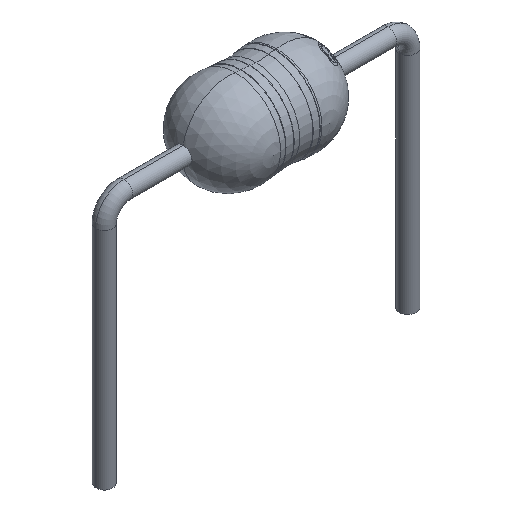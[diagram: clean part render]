
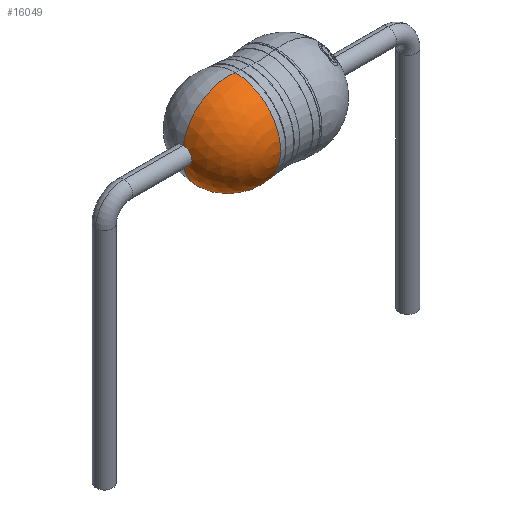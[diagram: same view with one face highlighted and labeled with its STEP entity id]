
A CAD part, isometric view. The second image highlights one B-rep face of the part: STEP entity #16049.
In plain terms, the highlighted spherical face has radius 1.15 mm.
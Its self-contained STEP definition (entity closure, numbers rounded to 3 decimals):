
#521 = EDGE_CURVE ( 'NONE', #5430, #1396, #4585, .T. ) ;
#643 = VERTEX_POINT ( 'NONE', #3077 ) ;
#810 = DIRECTION ( 'NONE',  ( -1., 0., 0. ) ) ;
#1231 = DIRECTION ( 'NONE',  ( 0., -1., 0. ) ) ;
#1396 = VERTEX_POINT ( 'NONE', #3155 ) ;
#1803 = CIRCLE ( 'NONE', #9252, 0.215 ) ;
#1825 = DIRECTION ( 'NONE',  ( 0., 0., 1. ) ) ;
#1844 = VERTEX_POINT ( 'NONE', #6225 ) ;
#3077 = CARTESIAN_POINT ( 'NONE',  ( -0.518, 0., -1.136 ) ) ;
#3155 = CARTESIAN_POINT ( 'NONE',  ( -1.83, 0., 0.215 ) ) ;
#3249 = CARTESIAN_POINT ( 'NONE',  ( -0.518, 0., 1.136 ) ) ;
#3574 = CARTESIAN_POINT ( 'NONE',  ( -1.83, 0., 0. ) ) ;
#3728 = DIRECTION ( 'NONE',  ( 0., 0., 1. ) ) ;
#3805 = ORIENTED_EDGE ( 'NONE', *, *, #521, .T. ) ;
#4149 = EDGE_CURVE ( 'NONE', #643, #5430, #8202, .T. ) ;
#4499 = ORIENTED_EDGE ( 'NONE', *, *, #9349, .F. ) ;
#4585 = CIRCLE ( 'NONE', #9172, 1.15 ) ;
#4965 = DIRECTION ( 'NONE',  ( 0., 0., 1. ) ) ;
#5430 = VERTEX_POINT ( 'NONE', #3249 ) ;
#6225 = CARTESIAN_POINT ( 'NONE',  ( -1.83, 0., -0.215 ) ) ;
#6251 = CARTESIAN_POINT ( 'NONE',  ( -0.518, 0., 0. ) ) ;
#6452 = AXIS2_PLACEMENT_3D ( 'NONE', #12586, #9992, #1825 ) ;
#7715 = ORIENTED_EDGE ( 'NONE', *, *, #4149, .T. ) ;
#7987 = DIRECTION ( 'NONE',  ( 0., 0., -1. ) ) ;
#8202 = CIRCLE ( 'NONE', #16231, 1.136 ) ;
#9038 = AXIS2_PLACEMENT_3D ( 'NONE', #13389, #1231, #7987 ) ;
#9172 = AXIS2_PLACEMENT_3D ( 'NONE', #14757, #13069, #9280 ) ;
#9252 = AXIS2_PLACEMENT_3D ( 'NONE', #3574, #16046, #3728 ) ;
#9280 = DIRECTION ( 'NONE',  ( 0., 0., -1. ) ) ;
#9349 = EDGE_CURVE ( 'NONE', #1844, #1396, #1803, .T. ) ;
#9992 = DIRECTION ( 'NONE',  ( 0., 1., 0. ) ) ;
#12284 = FACE_OUTER_BOUND ( 'NONE', #16096, .T. ) ;
#12586 = CARTESIAN_POINT ( 'NONE',  ( -0.7, 0., 0. ) ) ;
#13069 = DIRECTION ( 'NONE',  ( 0., -1., 0. ) ) ;
#13389 = CARTESIAN_POINT ( 'NONE',  ( -0.7, 0., 0. ) ) ;
#14481 = CIRCLE ( 'NONE', #6452, 1.15 ) ;
#14757 = CARTESIAN_POINT ( 'NONE',  ( -0.7, 0., 0. ) ) ;
#15172 = EDGE_CURVE ( 'NONE', #643, #1844, #14481, .T. ) ;
#16046 = DIRECTION ( 'NONE',  ( -1., 0., 0. ) ) ;
#16049 = ADVANCED_FACE ( 'NONE', ( #12284 ), #16263, .T. ) ;
#16096 = EDGE_LOOP ( 'NONE', ( #7715, #3805, #4499, #17794 ) ) ;
#16231 = AXIS2_PLACEMENT_3D ( 'NONE', #6251, #810, #4965 ) ;
#16263 = SPHERICAL_SURFACE ( 'NONE', #9038, 1.15 ) ;
#17794 = ORIENTED_EDGE ( 'NONE', *, *, #15172, .F. ) ;
